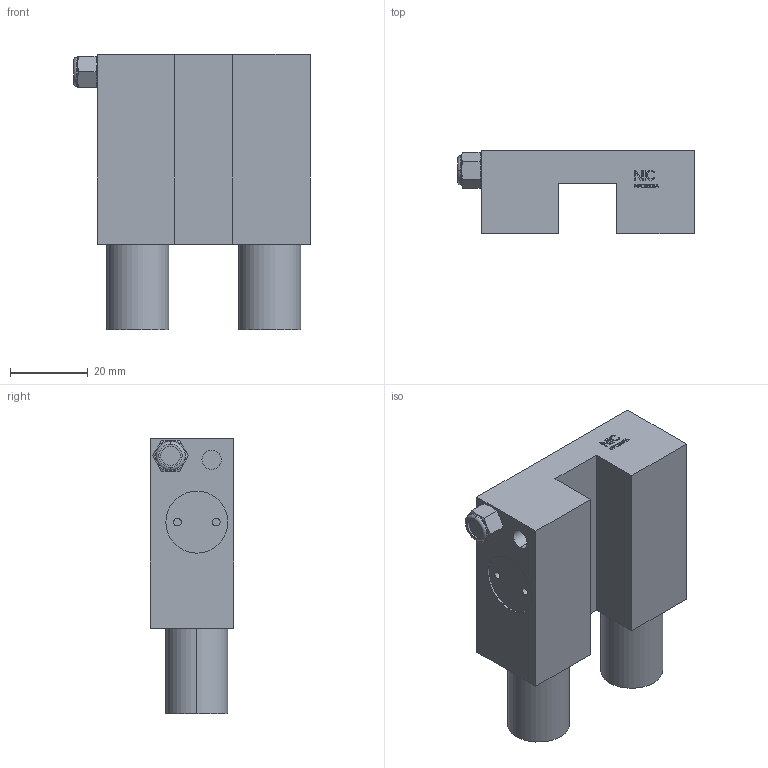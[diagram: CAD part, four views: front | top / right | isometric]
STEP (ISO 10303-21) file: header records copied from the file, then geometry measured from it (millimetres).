
FILE_DESCRIPTION((''),'2;1');
FILE_NAME('FPC1501A','2025-05-18T08:45:00',('lx'),(''),'CREO PARAMETRIC BY PTC INC, 2018100','CREO PARAMETRIC BY PTC INC, 2018100','');
FILE_SCHEMA(('CONFIG_CONTROL_DESIGN'));
Length unit declared in the file: millimetre
Products named in the file (1): FPC1501A
Bounding box: 61 x 21.5 x 71 mm (x, y, z)
Volume: 54344.2 mm3; surface area: 15158.6 mm2
Topology: 1 solids, 4 shells, 353 faces, 927 edges, 613 vertices
Faces by surface type: plane 291, cylinder 42, cone 16, torus 2, sphere 2
Entity records: 10823 total; most frequent: CARTESIAN_POINT 2005, ORIENTED_EDGE 1850, DIRECTION 1721, EDGE_CURVE 925, VECTOR 787, LINE 787, VERTEX_POINT 613, AXIS2_PLACEMENT_3D 467
